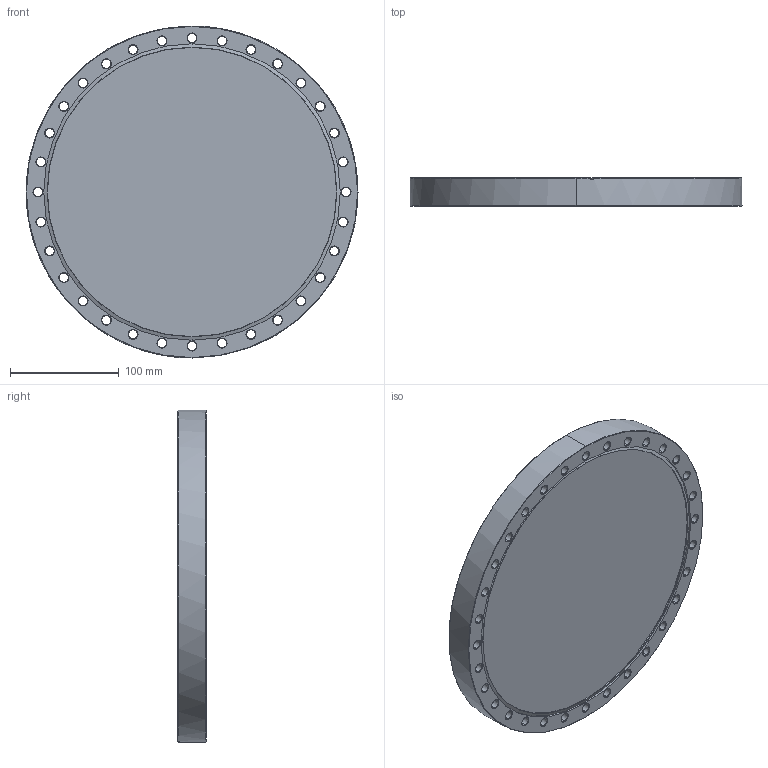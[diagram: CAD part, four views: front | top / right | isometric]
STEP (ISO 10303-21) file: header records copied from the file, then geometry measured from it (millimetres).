
FILE_DESCRIPTION (( 'STEP AP214' ), '1' );
FILE_NAME ('Hositrad_CF250-BD.STEP', '2017-05-05T13:51:45', ( 'Gebruiker' ), ( '' ), 'SwSTEP 2.0', 'SolidWorks 2017', '' );
FILE_SCHEMA (( 'AUTOMOTIVE_DESIGN' ));
Length unit declared in the file: millimetre
Products named in the file (1): Hositrad_CF250-BD
Bounding box: 306 x 26 x 306 mm (x, y, z)
Volume: 1713707.3 mm3; surface area: 193877.3 mm2
Topology: 1 solids, 1 shells, 222 faces, 518 edges, 299 vertices
Faces by surface type: cone 141, cylinder 70, plane 11
Entity records: 6465 total; most frequent: DIRECTION 1249, CARTESIAN_POINT 1052, ORIENTED_EDGE 1036, EDGE_CURVE 518, AXIS2_PLACEMENT_3D 512, VERTEX_POINT 299, CIRCLE 289, EDGE_LOOP 287
